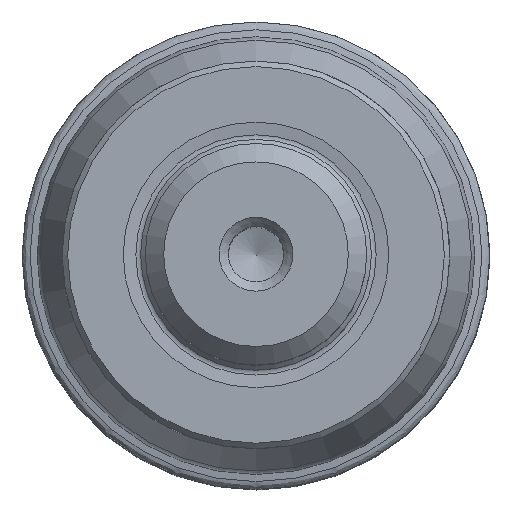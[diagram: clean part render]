
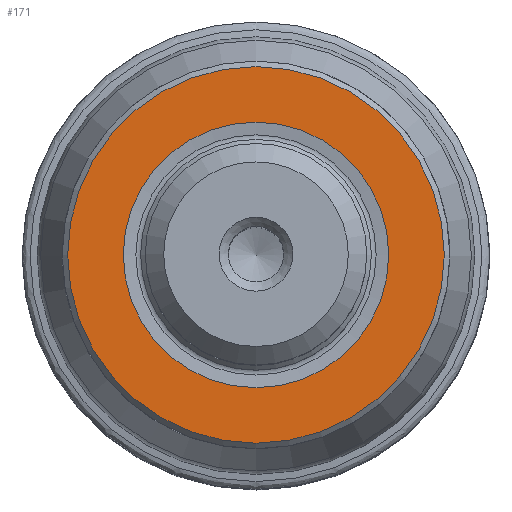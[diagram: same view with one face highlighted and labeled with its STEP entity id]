
A CAD part, top view. The second image highlights one B-rep face of the part: STEP entity #171.
In plain terms, the highlighted planar face has unit normal (0, 0, 1).
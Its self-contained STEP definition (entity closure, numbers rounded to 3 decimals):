
#103=PLANE('',#945);
#171=ADVANCED_FACE('',(#327,#328),#103,.T.);
#327=FACE_BOUND('',#423,.T.);
#328=FACE_BOUND('',#424,.T.);
#423=EDGE_LOOP('',(#535));
#424=EDGE_LOOP('',(#536));
#535=ORIENTED_EDGE('',*,*,#785,.T.);
#536=ORIENTED_EDGE('',*,*,#786,.F.);
#705=VERTEX_POINT('',#1518);
#706=VERTEX_POINT('',#1520);
#785=EDGE_CURVE('',#705,#705,#880,.T.);
#786=EDGE_CURVE('',#706,#706,#881,.T.);
#880=CIRCLE('',#943,10.2);
#881=CIRCLE('',#944,7.19);
#943=AXIS2_PLACEMENT_3D('',#1517,#1092,#1093);
#944=AXIS2_PLACEMENT_3D('',#1519,#1094,#1095);
#945=AXIS2_PLACEMENT_3D('',#1521,#1096,#1097);
#1092=DIRECTION('',(0.,0.,1.));
#1093=DIRECTION('',(1.,0.,0.));
#1094=DIRECTION('',(0.,0.,1.));
#1095=DIRECTION('',(1.,0.,0.));
#1096=DIRECTION('',(0.,0.,1.));
#1097=DIRECTION('',(1.,0.,0.));
#1517=CARTESIAN_POINT('',(0.,0.,0.));
#1518=CARTESIAN_POINT('',(10.2,0.,0.));
#1519=CARTESIAN_POINT('',(0.,0.,0.));
#1520=CARTESIAN_POINT('',(7.19,0.,0.));
#1521=CARTESIAN_POINT('',(0.,0.,0.));
